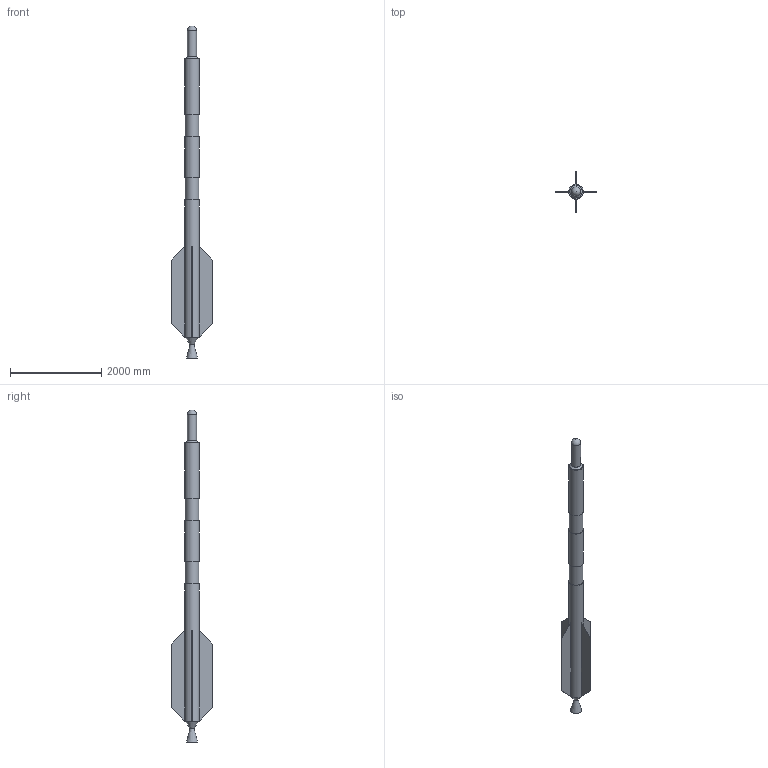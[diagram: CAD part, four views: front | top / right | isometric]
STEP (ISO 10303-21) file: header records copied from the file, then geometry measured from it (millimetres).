
FILE_DESCRIPTION(('FreeCAD Model'),'2;1');
FILE_NAME('A - 010-MA Project - (ⴰⵀⴱⵓ) ⴰⵜⴰⵔⴰⵎ ⴽⵍⴰⵙ ⴰⵙⵎⴰⴷ ⵏ ⵜⵓⵙⵏⴰ (ⴰⵏⵜ-50 ⴽⴳ) - ATARAM Class Asemad n''Tussna (ANT-50 KG) (•)Body2.step','2019-03-19T21:18:06',('Author'),(''), 'Open CASCADE STEP processor 7.3','FreeCAD','Unknown');
FILE_SCHEMA(('AUTOMOTIVE_DESIGN { 1 0 10303 214 1 1 1 1 }'));
Length unit declared in the file: millimetre
Products named in the file (1): Body
Bounding box: 900 x 900 x 7285 mm (x, y, z)
Volume: 519253377.1 mm3; surface area: 10865846.2 mm2
Topology: 1 solids, 1 shells, 37 faces, 82 edges, 55 vertices
Faces by surface type: plane 27, cylinder 6, cone 3, sphere 1
Full cylindrical faces by diameter (mm): 200 x1, 300 x2, 320 x3
Entity records: 2164 total; most frequent: CARTESIAN_POINT 416, DIRECTION 340, LINE 175, VECTOR 175, ORIENTED_EDGE 162, PCURVE 162, DEFINITIONAL_REPRESENTATION 162, EDGE_CURVE 81
